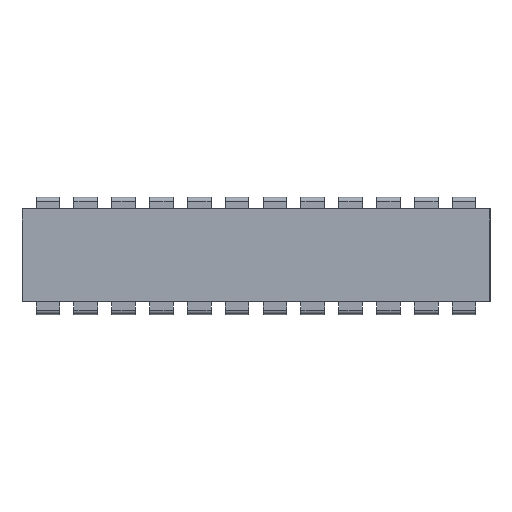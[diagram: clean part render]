
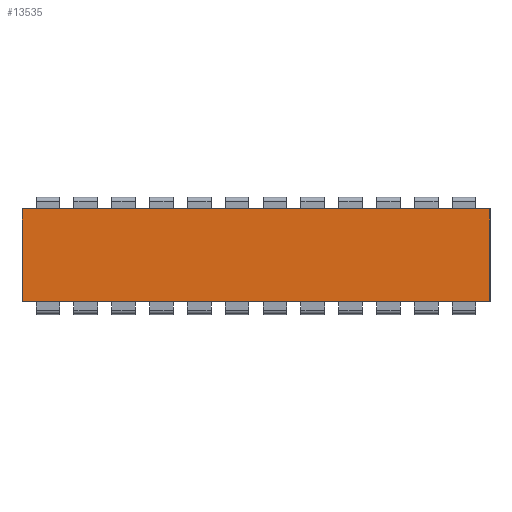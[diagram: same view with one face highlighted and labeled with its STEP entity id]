
A CAD part, top view. The second image highlights one B-rep face of the part: STEP entity #13535.
In plain terms, the highlighted planar face has unit normal (0, 0, 1).
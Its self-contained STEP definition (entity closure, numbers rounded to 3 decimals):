
#2086=LINE('',#25901,#3581);
#2090=LINE('',#25910,#3585);
#2093=LINE('',#25916,#3588);
#2096=LINE('',#25922,#3591);
#3581=VECTOR('',#19832,1000.);
#3585=VECTOR('',#19838,1000.);
#3588=VECTOR('',#19843,1000.);
#3591=VECTOR('',#19848,1000.);
#7367=ORIENTED_EDGE('',*,*,#9248,.T.);
#7368=ORIENTED_EDGE('',*,*,#9252,.T.);
#7369=ORIENTED_EDGE('',*,*,#9255,.T.);
#7370=ORIENTED_EDGE('',*,*,#9258,.T.);
#9248=EDGE_CURVE('',#10478,#10479,#2086,.T.);
#9252=EDGE_CURVE('',#10479,#10482,#2090,.T.);
#9255=EDGE_CURVE('',#10482,#10484,#2093,.T.);
#9258=EDGE_CURVE('',#10484,#10478,#2096,.T.);
#10478=VERTEX_POINT('',#25902);
#10479=VERTEX_POINT('',#25903);
#10482=VERTEX_POINT('',#25911);
#10484=VERTEX_POINT('',#25917);
#11428=EDGE_LOOP('',(#7367,#7368,#7369,#7370));
#12247=FACE_BOUND('',#11428,.T.);
#12850=PLANE('',#16725);
#13535=ADVANCED_FACE('',(#12247),#12850,.T.);
#16725=AXIS2_PLACEMENT_3D('',#25925,#19852,#19853);
#19832=DIRECTION('',(0.,-1.,0.));
#19838=DIRECTION('',(1.,0.,0.));
#19843=DIRECTION('',(0.,1.,0.));
#19848=DIRECTION('',(-1.,0.,0.));
#19852=DIRECTION('',(0.,0.,1.));
#19853=DIRECTION('',(1.,0.,0.));
#25901=CARTESIAN_POINT('',(-15.71,3.1,0.));
#25902=CARTESIAN_POINT('',(-15.71,3.1,0.));
#25903=CARTESIAN_POINT('',(-15.71,-3.1,0.));
#25910=CARTESIAN_POINT('',(-15.71,-3.1,0.));
#25911=CARTESIAN_POINT('',(15.71,-3.1,0.));
#25916=CARTESIAN_POINT('',(15.71,-3.1,0.));
#25917=CARTESIAN_POINT('',(15.71,3.1,0.));
#25922=CARTESIAN_POINT('',(15.71,3.1,0.));
#25925=CARTESIAN_POINT('',(0.,0.,0.));
